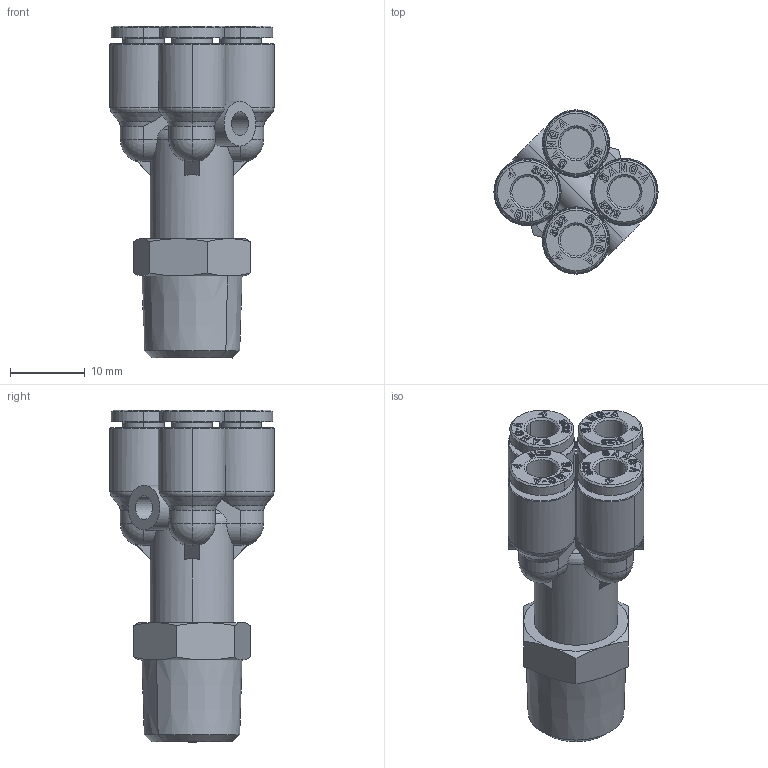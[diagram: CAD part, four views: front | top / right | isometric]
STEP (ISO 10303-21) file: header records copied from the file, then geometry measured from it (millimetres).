
FILE_DESCRIPTION((''),'2;1');
FILE_NAME('GPXT 0402(3D).stp','2012-12-27T19:43:12',(''),(''),'Mechanical Desktop.R8.0.24.0','Mechanical Desktop.R8.0.24.0',', , ');
FILE_SCHEMA(('CONFIG_CONTROL_DESIGN'));
Length unit declared in the file: millimetre
Products named in the file (2): GPXT 0402(3D); ºÎÇ°1
Assembly tree (1 placements, depth 2):
  GPXT 0402(3D)
    ºÎÇ°1
Bounding box: 22 x 22 x 44.5 mm (x, y, z)
Volume: 5897.5 mm3; surface area: 4813.8 mm2
Topology: 1 solids, 1 shells, 1659 faces, 4705 edges, 3109 vertices
Faces by surface type: plane 1367, bspline 112, cylinder 92, cone 62, torus 14, sphere 12
Entity records: 55272 total; most frequent: CARTESIAN_POINT 12277, ORIENTED_EDGE 9390, DIRECTION 8221, EDGE_CURVE 4695, VECTOR 4055, LINE 4055, VERTEX_POINT 3109, AXIS2_PLACEMENT_3D 2083
